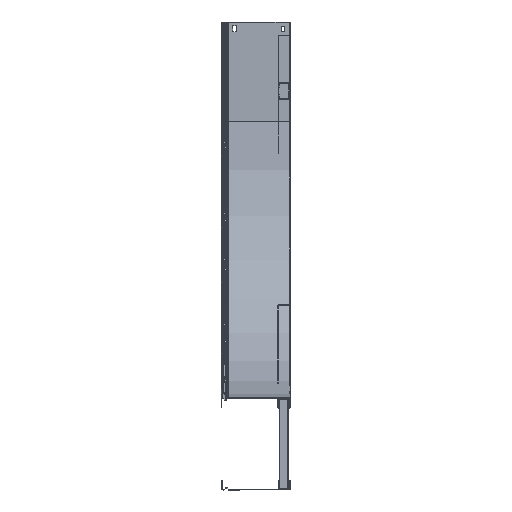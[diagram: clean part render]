
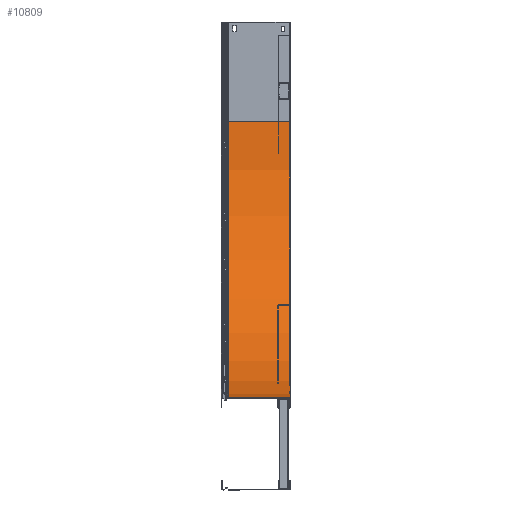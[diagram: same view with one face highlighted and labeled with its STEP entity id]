
A CAD part, left-side view. The second image highlights one B-rep face of the part: STEP entity #10809.
In plain terms, the highlighted cylindrical face has radius 600 mm (diameter 1200 mm), a partial arc.
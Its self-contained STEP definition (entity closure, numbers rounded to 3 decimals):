
#977 = CARTESIAN_POINT ( 'NONE',  ( 0., 0., 0. ) ) ;
#985 = DIRECTION ( 'NONE',  ( 1., 0., 0. ) ) ;
#1238 = VERTEX_POINT ( 'NONE', #11539 ) ;
#1418 = EDGE_CURVE ( 'NONE', #7492, #1238, #5527, .T. ) ;
#2008 = DIRECTION ( 'NONE',  ( 0., 1., 0. ) ) ;
#2071 = VECTOR ( 'NONE', #2688, 1000. ) ;
#2078 = CARTESIAN_POINT ( 'NONE',  ( 0., 2.2, -600. ) ) ;
#2093 = ORIENTED_EDGE ( 'NONE', *, *, #5989, .F. ) ;
#2257 = CYLINDRICAL_SURFACE ( 'NONE', #10939, 600. ) ;
#2287 = CARTESIAN_POINT ( 'NONE',  ( 0., 0., 0. ) ) ;
#2688 = DIRECTION ( 'NONE',  ( 0., 1., 0. ) ) ;
#2930 = DIRECTION ( 'NONE',  ( 0., 1., 0. ) ) ;
#2974 = CARTESIAN_POINT ( 'NONE',  ( 0., 0., -600. ) ) ;
#3793 = CARTESIAN_POINT ( 'NONE',  ( 600., 134.499, 0. ) ) ;
#4319 = DIRECTION ( 'NONE',  ( 0., -1., 0. ) ) ;
#4886 = ORIENTED_EDGE ( 'NONE', *, *, #1418, .T. ) ;
#5527 = CIRCLE ( 'NONE', #6388, 600. ) ;
#5989 = EDGE_CURVE ( 'NONE', #12647, #1238, #7135, .T. ) ;
#6369 = EDGE_CURVE ( 'NONE', #11026, #7492, #11644, .T. ) ;
#6388 = AXIS2_PLACEMENT_3D ( 'NONE', #8985, #2008, #985 ) ;
#6395 = ORIENTED_EDGE ( 'NONE', *, *, #7768, .T. ) ;
#7135 = LINE ( 'NONE', #2078, #12610 ) ;
#7492 = VERTEX_POINT ( 'NONE', #3793 ) ;
#7768 = EDGE_CURVE ( 'NONE', #12647, #11026, #9898, .T. ) ;
#8296 = DIRECTION ( 'NONE',  ( 0., 0., 1. ) ) ;
#8821 = ORIENTED_EDGE ( 'NONE', *, *, #6369, .T. ) ;
#8985 = CARTESIAN_POINT ( 'NONE',  ( 0., 134.499, 0. ) ) ;
#9084 = DIRECTION ( 'NONE',  ( 0., 1., 0. ) ) ;
#9144 = FACE_OUTER_BOUND ( 'NONE', #10033, .T. ) ;
#9898 = CIRCLE ( 'NONE', #11183, 600. ) ;
#10033 = EDGE_LOOP ( 'NONE', ( #4886, #2093, #6395, #8821 ) ) ;
#10284 = CARTESIAN_POINT ( 'NONE',  ( 600., 0., 0. ) ) ;
#10809 = ADVANCED_FACE ( 'NONE', ( #9144 ), #2257, .F. ) ;
#10939 = AXIS2_PLACEMENT_3D ( 'NONE', #977, #2930, #8296 ) ;
#11026 = VERTEX_POINT ( 'NONE', #10284 ) ;
#11183 = AXIS2_PLACEMENT_3D ( 'NONE', #2287, #4319, #12321 ) ;
#11539 = CARTESIAN_POINT ( 'NONE',  ( 0., 134.499, -600. ) ) ;
#11644 = LINE ( 'NONE', #11794, #2071 ) ;
#11794 = CARTESIAN_POINT ( 'NONE',  ( 600., 2.2, 0. ) ) ;
#12321 = DIRECTION ( 'NONE',  ( 1., 0., 0. ) ) ;
#12610 = VECTOR ( 'NONE', #9084, 1000. ) ;
#12647 = VERTEX_POINT ( 'NONE', #2974 ) ;
